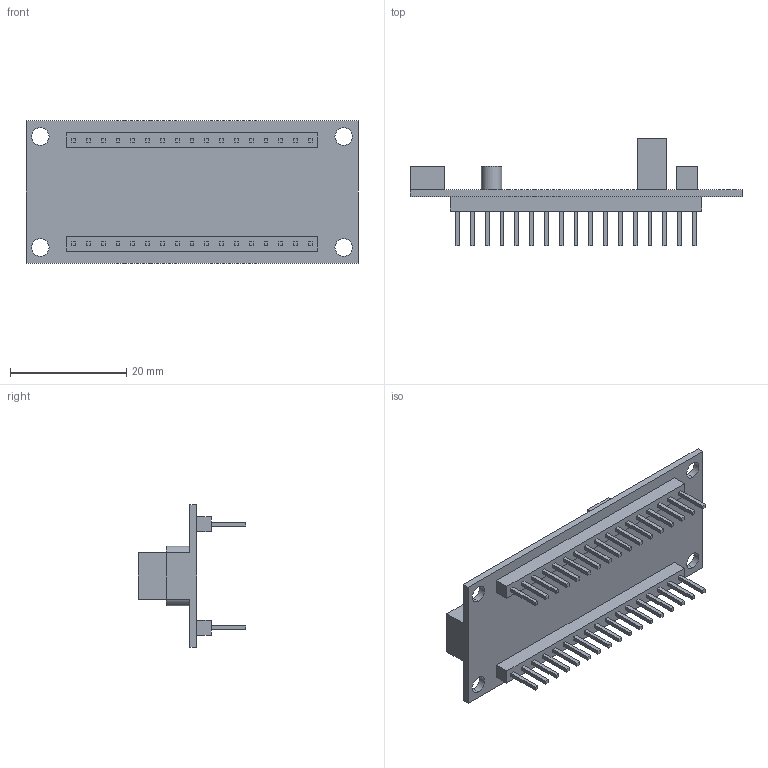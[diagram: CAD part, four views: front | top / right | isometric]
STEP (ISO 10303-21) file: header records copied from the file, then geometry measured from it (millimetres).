
FILE_DESCRIPTION (( 'STEP AP214' ), '1' );
FILE_NAME ('blackpill_mcu_board.STEP', '2019-10-03T15:37:05', ( '' ), ( '' ), 'SwSTEP 2.0', 'SolidWorks 2018', '' );
FILE_SCHEMA (( 'AUTOMOTIVE_DESIGN' ));
Length unit declared in the file: millimetre
Products named in the file (1): blackpill_mcu_board
Bounding box: 57 x 18.4 x 24.4 mm (x, y, z)
Volume: 3038.4 mm3; surface area: 4463.2 mm2
Topology: 1 solids, 1 shells, 214 faces, 519 edges, 346 vertices
Faces by surface type: plane 203, cylinder 11
Entity records: 8395 total; most frequent: CARTESIAN_POINT 1080, ORIENTED_EDGE 1038, DIRECTION 971, EDGE_CURVE 519, LINE 497, VECTOR 497, VERTEX_POINT 346, EDGE_LOOP 261
